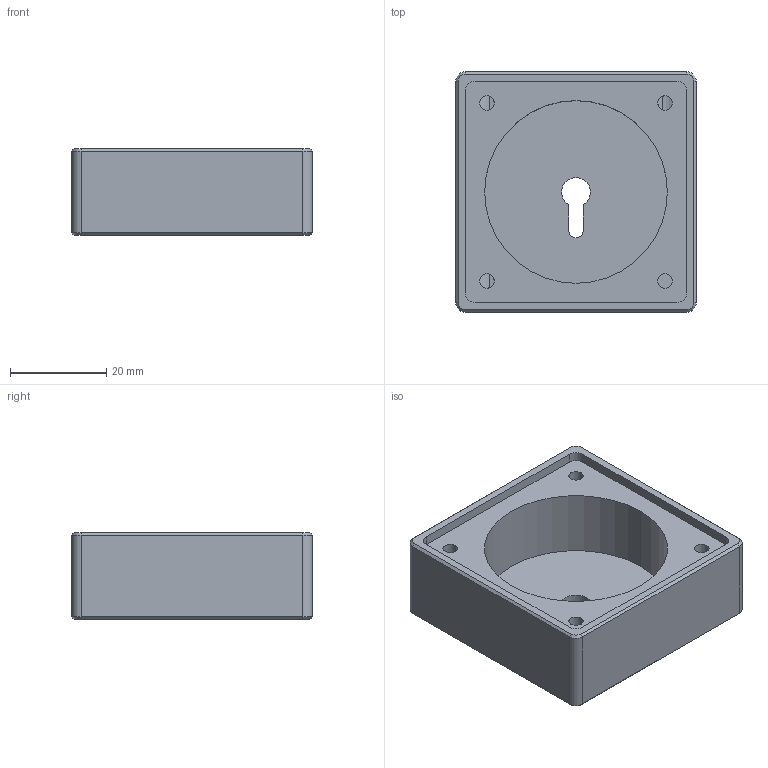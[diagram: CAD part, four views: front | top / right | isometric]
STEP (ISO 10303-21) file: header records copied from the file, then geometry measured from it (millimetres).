
FILE_DESCRIPTION (( 'STEP AP203' ), '1' );
FILE_NAME ('Corps.STEP', '2021-09-03T09:31:32', ( '' ), ( '' ), 'SwSTEP 2.0', 'SolidWorks 2019', '' );
FILE_SCHEMA (( 'CONFIG_CONTROL_DESIGN' ));
Length unit declared in the file: millimetre
Products named in the file (1): Corps
Bounding box: 50 x 50 x 18 mm (x, y, z)
Volume: 22198.4 mm3; surface area: 11506.2 mm2
Topology: 1 solids, 1 shells, 60 faces, 158 edges, 100 vertices
Faces by surface type: cylinder 27, plane 25, cone 8
Entity records: 2151 total; most frequent: CARTESIAN_POINT 561, ORIENTED_EDGE 316, DIRECTION 316, EDGE_CURVE 158, AXIS2_PLACEMENT_3D 115, VERTEX_POINT 100, VECTOR 86, LINE 86
